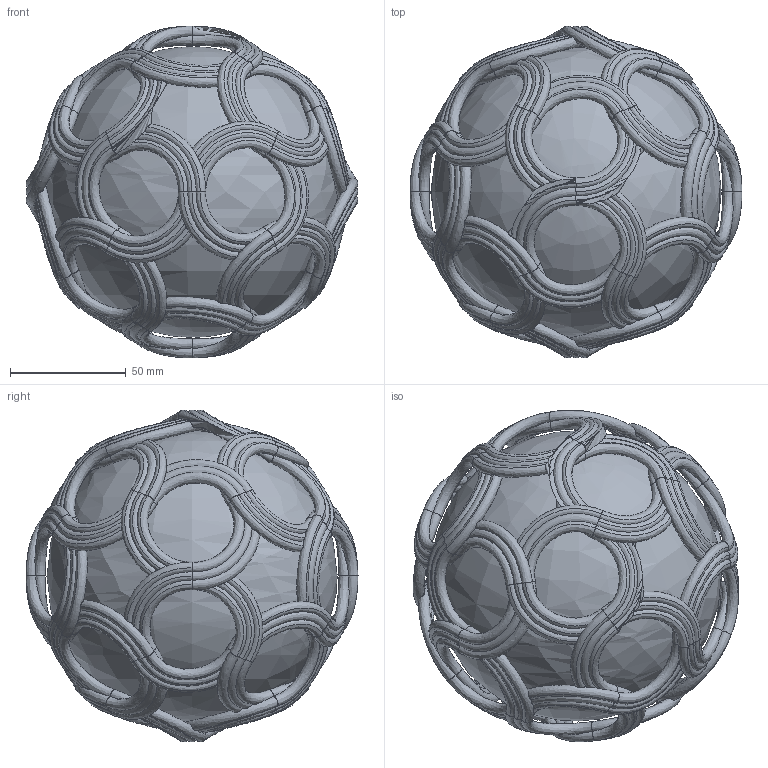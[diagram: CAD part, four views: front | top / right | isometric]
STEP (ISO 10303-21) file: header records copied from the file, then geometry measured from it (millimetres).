
FILE_DESCRIPTION(('FreeCAD Model'),'2;1');
FILE_NAME('Open CASCADE Shape Model','2025-05-04T06:51:48',('FreeCAD'),( 'FreeCAD'),'Open CASCADE STEP processor 7.6','FreeCAD','Unknown');
FILE_SCHEMA(('AUTOMOTIVE_DESIGN { 1 0 10303 214 1 1 1 1 }'));
Products named in the file (1): Open CASCADE STEP translator 7.6 1
Bounding box: 143.5 x 143.5 x 143.5 mm (x, y, z)
Volume: 1035531.2 mm3; surface area: 139346.7 mm2
Topology: 2 solids, 55 shells, 1042 faces, 2746 edges, 1772 vertices
Faces by surface type: bspline 1042
Entity records: 80545 total; most frequent: CARTESIAN_POINT 64144, ORIENTED_EDGE 5480, EDGE_CURVE 2740, B_SPLINE_CURVE_WITH_KNOTS 2088, VERTEX_POINT 1770, FACE_BOUND 1058, EDGE_LOOP 1056, ADVANCED_FACE 1042
